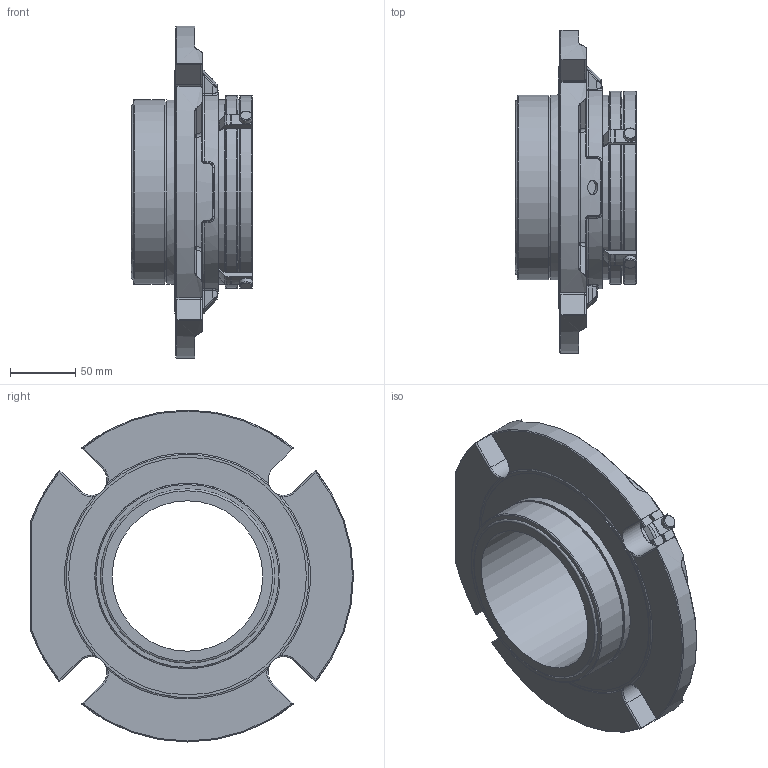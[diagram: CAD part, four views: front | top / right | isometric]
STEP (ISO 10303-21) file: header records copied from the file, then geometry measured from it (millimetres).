
FILE_DESCRIPTION(/* description */ ('Unknown'),/* implementation_level */ '2;1');
FILE_NAME(/* name */ '115mm',/* time_stamp */ '2023-02-07T11:33:56+00:00',/* author */ ('Unknown'),/* organization */ ('Unknown'),/* preprocessor_version */ 'ST-DEVELOPER v16.7',/* originating_system */ 'Solid Edge',/* authorisation */ 'Unknown');
FILE_SCHEMA (('AUTOMOTIVE_DESIGN {1 0 10303 214 3 1 1}'));
Length unit declared in the file: millimetre
Products named in the file (1): 115mm
Bounding box: 92.63 x 246.87 x 253.75 mm (x, y, z)
Volume: 1152032.1 mm3; surface area: 169887.5 mm2
Topology: 1 solids, 1 shells, 610 faces, 1535 edges, 959 vertices
Faces by surface type: plane 199, cylinder 160, bspline 98, torus 93, sphere 39, cone 21
Full cylindrical faces by diameter (mm): 3.761 x1, 10 x4, 10.998 x2, 115.011 x1, 133.325 x1, 135.331 x1, 138.189 x1, 141.173 x1, 141.275 x1, 141.605 x1, 147.472 x1, 181.737 x1
Entity records: 21055 total; most frequent: CARTESIAN_POINT 7438, ORIENTED_EDGE 2968, DIRECTION 2618, EDGE_CURVE 1484, AXIS2_PLACEMENT_3D 1052, VERTEX_POINT 942, EDGE_LOOP 686, FACE_BOUND 686
